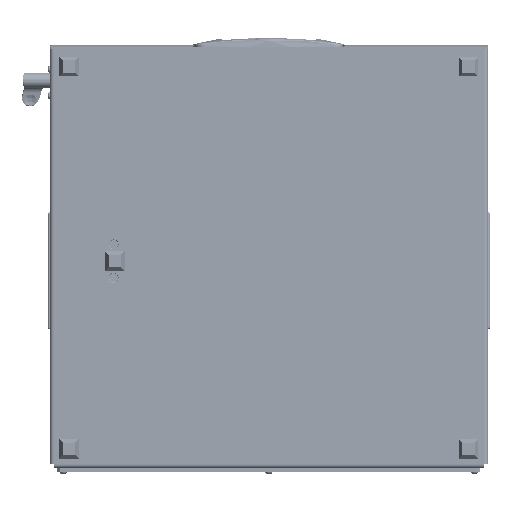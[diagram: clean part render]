
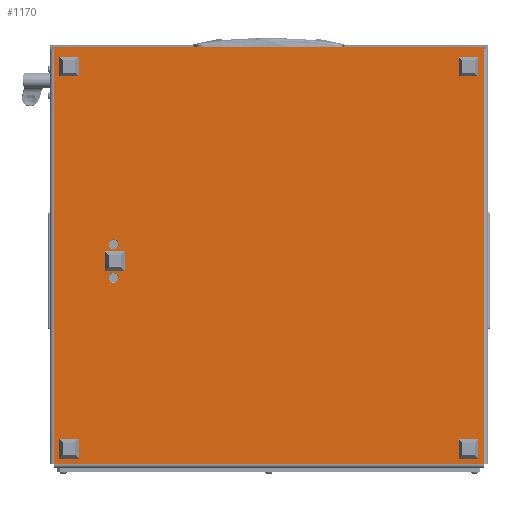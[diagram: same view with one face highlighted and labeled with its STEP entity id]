
A CAD part, front view. The second image highlights one B-rep face of the part: STEP entity #1170.
In plain terms, the highlighted face is planar.
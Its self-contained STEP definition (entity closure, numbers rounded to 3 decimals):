
#85 = DIRECTION ( 'NONE',  ( 0., 1., 0. ) ) ;
#1170 = ADVANCED_FACE ( 'NONE', ( #44903, #53750, #98225 ), #60829, .T. ) ;
#1736 = LINE ( 'NONE', #104399, #60958 ) ;
#2351 = CARTESIAN_POINT ( 'NONE',  ( 199.8, 389., 0. ) ) ;
#3194 = ORIENTED_EDGE ( 'NONE', *, *, #87176, .F. ) ;
#3949 = CIRCLE ( 'NONE', #31943, 5.2 ) ;
#4294 = DIRECTION ( 'NONE',  ( 0., 0., -1. ) ) ;
#11031 = ORIENTED_EDGE ( 'NONE', *, *, #88743, .T. ) ;
#11526 = VERTEX_POINT ( 'NONE', #64550 ) ;
#12530 = LINE ( 'NONE', #91593, #49711 ) ;
#12596 = CARTESIAN_POINT ( 'NONE',  ( 0., 0., 0. ) ) ;
#13215 = CARTESIAN_POINT ( 'NONE',  ( 0., 452., 0. ) ) ;
#14029 = EDGE_CURVE ( 'NONE', #52569, #11526, #12530, .T. ) ;
#14771 = CARTESIAN_POINT ( 'NONE',  ( 205., 389., 0. ) ) ;
#14914 = LINE ( 'NONE', #23864, #117121 ) ;
#15069 = ORIENTED_EDGE ( 'NONE', *, *, #101047, .F. ) ;
#16172 = DIRECTION ( 'NONE',  ( 1., 0., 0. ) ) ;
#16835 = CIRCLE ( 'NONE', #116869, 5.2 ) ;
#16926 = CARTESIAN_POINT ( 'NONE',  ( 0., -2., 0. ) ) ;
#18345 = LINE ( 'NONE', #25665, #53261 ) ;
#19769 = DIRECTION ( 'NONE',  ( 0., 0., -1. ) ) ;
#20958 = DIRECTION ( 'NONE',  ( 1., 0., 0. ) ) ;
#23864 = CARTESIAN_POINT ( 'NONE',  ( 436., 452., 0. ) ) ;
#23909 = DIRECTION ( 'NONE',  ( 0., 0., -1. ) ) ;
#24617 = VERTEX_POINT ( 'NONE', #119879 ) ;
#25665 = CARTESIAN_POINT ( 'NONE',  ( 0., -4., 0. ) ) ;
#25693 = AXIS2_PLACEMENT_3D ( 'NONE', #14771, #23909, #61198 ) ;
#26308 = DIRECTION ( 'NONE',  ( -1., 0., 0. ) ) ;
#26660 = LINE ( 'NONE', #16926, #56251 ) ;
#28821 = LINE ( 'NONE', #88586, #92427 ) ;
#30108 = ORIENTED_EDGE ( 'NONE', *, *, #67762, .F. ) ;
#31775 = VECTOR ( 'NONE', #121720, 1000. ) ;
#31943 = AXIS2_PLACEMENT_3D ( 'NONE', #110745, #120262, #26308 ) ;
#32894 = DIRECTION ( 'NONE',  ( -1., 0., 0. ) ) ;
#33503 = VERTEX_POINT ( 'NONE', #52766 ) ;
#34289 = VERTEX_POINT ( 'NONE', #36444 ) ;
#34418 = ORIENTED_EDGE ( 'NONE', *, *, #52294, .F. ) ;
#36444 = CARTESIAN_POINT ( 'NONE',  ( 245.2, 389., 0. ) ) ;
#37860 = EDGE_CURVE ( 'NONE', #24617, #11526, #14914, .T. ) ;
#39313 = ORIENTED_EDGE ( 'NONE', *, *, #99072, .F. ) ;
#40024 = CARTESIAN_POINT ( 'NONE',  ( 0., 454., 0. ) ) ;
#41443 = DIRECTION ( 'NONE',  ( -1., 0., 0. ) ) ;
#42530 = CARTESIAN_POINT ( 'NONE',  ( -2., 454., 0. ) ) ;
#42661 = ORIENTED_EDGE ( 'NONE', *, *, #37860, .T. ) ;
#44585 = CARTESIAN_POINT ( 'NONE',  ( 0., 454., 0. ) ) ;
#44903 = FACE_BOUND ( 'NONE', #55701, .T. ) ;
#48072 = LINE ( 'NONE', #55882, #31775 ) ;
#49711 = VECTOR ( 'NONE', #16172, 1000. ) ;
#51256 = AXIS2_PLACEMENT_3D ( 'NONE', #76459, #19769, #87240 ) ;
#52023 = ORIENTED_EDGE ( 'NONE', *, *, #121939, .F. ) ;
#52294 = EDGE_CURVE ( 'NONE', #107713, #115104, #3949, .T. ) ;
#52569 = VERTEX_POINT ( 'NONE', #12596 ) ;
#52766 = CARTESIAN_POINT ( 'NONE',  ( -2., -2., 0. ) ) ;
#53261 = VECTOR ( 'NONE', #91919, 1000. ) ;
#53750 = FACE_BOUND ( 'NONE', #96513, .T. ) ;
#55701 = EDGE_LOOP ( 'NONE', ( #34418, #104569 ) ) ;
#55882 = CARTESIAN_POINT ( 'NONE',  ( 0., -4., 0. ) ) ;
#56251 = VECTOR ( 'NONE', #120454, 1000. ) ;
#58616 = CARTESIAN_POINT ( 'NONE',  ( 210.2, 389., 0. ) ) ;
#59838 = VERTEX_POINT ( 'NONE', #73917 ) ;
#60829 = PLANE ( 'NONE',  #107387 ) ;
#60958 = VECTOR ( 'NONE', #85, 1000. ) ;
#61198 = DIRECTION ( 'NONE',  ( -1., 0., 0. ) ) ;
#64317 = LINE ( 'NONE', #40024, #65905 ) ;
#64550 = CARTESIAN_POINT ( 'NONE',  ( 436., 0., 0. ) ) ;
#65905 = VECTOR ( 'NONE', #20958, 1000. ) ;
#67762 = EDGE_CURVE ( 'NONE', #105340, #105846, #48072, .T. ) ;
#68570 = ORIENTED_EDGE ( 'NONE', *, *, #121924, .T. ) ;
#73917 = CARTESIAN_POINT ( 'NONE',  ( 234.8, 389., 0. ) ) ;
#76459 = CARTESIAN_POINT ( 'NONE',  ( 240., 389., 0. ) ) ;
#79420 = DIRECTION ( 'NONE',  ( -1., 0., 0. ) ) ;
#80656 = CIRCLE ( 'NONE', #25693, 5.2 ) ;
#82974 = CARTESIAN_POINT ( 'NONE',  ( 0., -2., 0. ) ) ;
#83043 = CIRCLE ( 'NONE', #51256, 5.2 ) ;
#87176 = EDGE_CURVE ( 'NONE', #24617, #105340, #28821, .T. ) ;
#87240 = DIRECTION ( 'NONE',  ( -1., 0., 0. ) ) ;
#87750 = ORIENTED_EDGE ( 'NONE', *, *, #116651, .T. ) ;
#88022 = VERTEX_POINT ( 'NONE', #82974 ) ;
#88586 = CARTESIAN_POINT ( 'NONE',  ( 0., 452., 0. ) ) ;
#88743 = EDGE_CURVE ( 'NONE', #33503, #98542, #1736, .T. ) ;
#90247 = DIRECTION ( 'NONE',  ( 0., 0., -1. ) ) ;
#91593 = CARTESIAN_POINT ( 'NONE',  ( 0., 0., 0. ) ) ;
#91919 = DIRECTION ( 'NONE',  ( 0., 1., 0. ) ) ;
#92427 = VECTOR ( 'NONE', #41443, 1000. ) ;
#96513 = EDGE_LOOP ( 'NONE', ( #15069, #39313 ) ) ;
#98225 = FACE_OUTER_BOUND ( 'NONE', #109400, .T. ) ;
#98542 = VERTEX_POINT ( 'NONE', #42530 ) ;
#99072 = EDGE_CURVE ( 'NONE', #34289, #59838, #16835, .T. ) ;
#99295 = CARTESIAN_POINT ( 'NONE',  ( 0., 452., 0. ) ) ;
#101047 = EDGE_CURVE ( 'NONE', #59838, #34289, #83043, .T. ) ;
#104399 = CARTESIAN_POINT ( 'NONE',  ( -2., -4., 0. ) ) ;
#104569 = ORIENTED_EDGE ( 'NONE', *, *, #116300, .F. ) ;
#105340 = VERTEX_POINT ( 'NONE', #99295 ) ;
#105846 = VERTEX_POINT ( 'NONE', #44585 ) ;
#107387 = AXIS2_PLACEMENT_3D ( 'NONE', #13215, #90247, #79420 ) ;
#107713 = VERTEX_POINT ( 'NONE', #2351 ) ;
#109400 = EDGE_LOOP ( 'NONE', ( #52023, #68570, #11031, #87750, #30108, #3194, #42661, #122111 ) ) ;
#110745 = CARTESIAN_POINT ( 'NONE',  ( 205., 389., 0. ) ) ;
#115104 = VERTEX_POINT ( 'NONE', #58616 ) ;
#116300 = EDGE_CURVE ( 'NONE', #115104, #107713, #80656, .T. ) ;
#116651 = EDGE_CURVE ( 'NONE', #98542, #105846, #64317, .T. ) ;
#116869 = AXIS2_PLACEMENT_3D ( 'NONE', #118521, #4294, #32894 ) ;
#117121 = VECTOR ( 'NONE', #119454, 1000. ) ;
#118521 = CARTESIAN_POINT ( 'NONE',  ( 240., 389., 0. ) ) ;
#119454 = DIRECTION ( 'NONE',  ( 0., -1., 0. ) ) ;
#119879 = CARTESIAN_POINT ( 'NONE',  ( 436., 452., 0. ) ) ;
#120262 = DIRECTION ( 'NONE',  ( 0., 0., -1. ) ) ;
#120454 = DIRECTION ( 'NONE',  ( -1., 0., 0. ) ) ;
#121720 = DIRECTION ( 'NONE',  ( 0., 1., 0. ) ) ;
#121924 = EDGE_CURVE ( 'NONE', #88022, #33503, #26660, .T. ) ;
#121939 = EDGE_CURVE ( 'NONE', #88022, #52569, #18345, .T. ) ;
#122111 = ORIENTED_EDGE ( 'NONE', *, *, #14029, .F. ) ;
